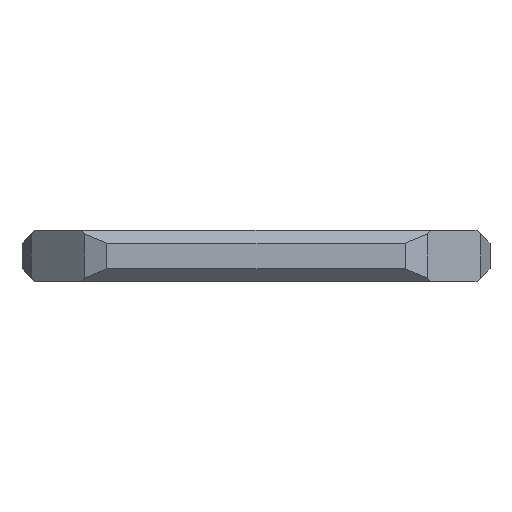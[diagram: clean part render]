
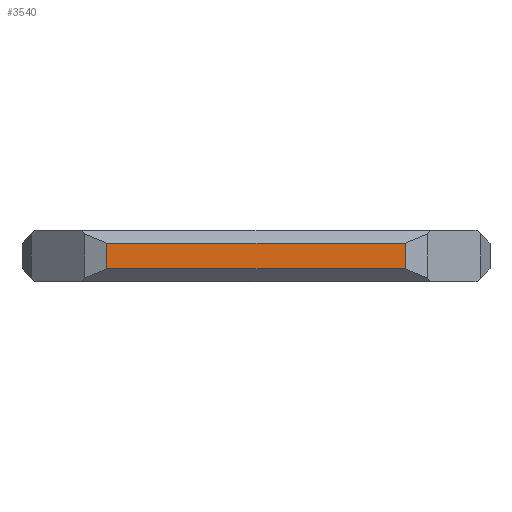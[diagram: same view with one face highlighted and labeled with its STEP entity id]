
A CAD part, left-side view. The second image highlights one B-rep face of the part: STEP entity #3540.
In plain terms, the highlighted planar face has unit normal (-1, 0, 0).
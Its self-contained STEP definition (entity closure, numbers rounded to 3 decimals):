
#336=FACE_OUTER_BOUND('',#540,.T.);
#540=EDGE_LOOP('',(#3059,#3060,#3061,#3062));
#909=LINE('',#6095,#1317);
#911=LINE('',#6100,#1319);
#916=LINE('',#6108,#1324);
#918=LINE('',#6111,#1326);
#1317=VECTOR('',#4657,10.);
#1319=VECTOR('',#4661,10.);
#1324=VECTOR('',#4668,10.);
#1326=VECTOR('',#4672,10.);
#1669=VERTEX_POINT('',#6092);
#1670=VERTEX_POINT('',#6094);
#1671=VERTEX_POINT('',#6098);
#1672=VERTEX_POINT('',#6099);
#2141=EDGE_CURVE('',#1669,#1670,#909,.T.);
#2143=EDGE_CURVE('',#1671,#1672,#911,.T.);
#2148=EDGE_CURVE('',#1672,#1669,#916,.T.);
#2150=EDGE_CURVE('',#1670,#1671,#918,.T.);
#3059=ORIENTED_EDGE('',*,*,#2143,.F.);
#3060=ORIENTED_EDGE('',*,*,#2150,.F.);
#3061=ORIENTED_EDGE('',*,*,#2141,.F.);
#3062=ORIENTED_EDGE('',*,*,#2148,.F.);
#3342=PLANE('',#3816);
#3540=ADVANCED_FACE('',(#336),#3342,.T.);
#3816=AXIS2_PLACEMENT_3D('',#6120,#4680,#4681);
#4657=DIRECTION('',(0.,0.,1.));
#4661=DIRECTION('',(0.,0.,-1.));
#4668=DIRECTION('',(0.,1.,0.));
#4672=DIRECTION('',(0.,-1.,0.));
#4680=DIRECTION('center_axis',(-1.,0.,0.));
#4681=DIRECTION('ref_axis',(0.,-1.,0.));
#6092=CARTESIAN_POINT('',(-65.6,28.742,-7.5));
#6094=CARTESIAN_POINT('',(-65.6,28.742,-2.5));
#6095=CARTESIAN_POINT('',(-65.6,28.742,-5.));
#6098=CARTESIAN_POINT('',(-65.6,-28.742,-2.5));
#6099=CARTESIAN_POINT('',(-65.6,-28.742,-7.5));
#6100=CARTESIAN_POINT('',(-65.6,-28.742,-5.));
#6108=CARTESIAN_POINT('',(-65.6,15.621,-7.5));
#6111=CARTESIAN_POINT('',(-65.6,15.621,-2.5));
#6120=CARTESIAN_POINT('Origin',(-65.6,31.242,-5.));
